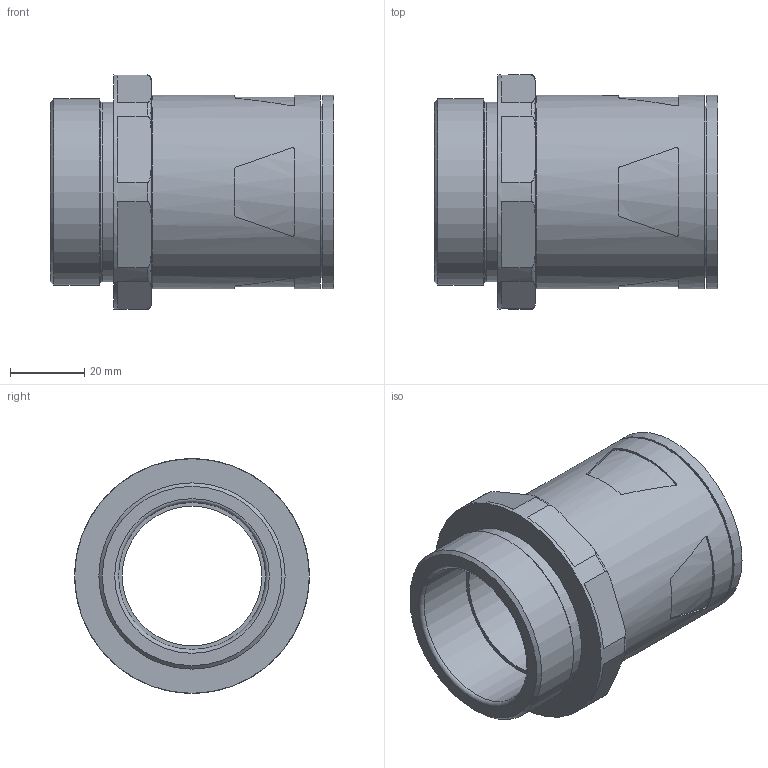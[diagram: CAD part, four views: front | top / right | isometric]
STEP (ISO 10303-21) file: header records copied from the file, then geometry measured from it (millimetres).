
FILE_DESCRIPTION( ( 'STEP AP203' ), '1' );
FILE_NAME( 'FLEXA RQGK-M 5107.042.250.stp', '2020-03-25T09:52:51', ( 'License CC BY-ND 4.0' ), ( 'CADENAS' ), ' ', 'PARTsolutions', ' ' );
FILE_SCHEMA( ( 'CONFIG_CONTROL_DESIGN' ) );
Length unit declared in the file: millimetre
Products named in the file (1): _FLEXA RQGK-M 5107.042.250
Bounding box: 76 x 63 x 63 mm (x, y, z)
Volume: 64660.3 mm3; surface area: 27472.5 mm2
Topology: 1 solids, 1 shells, 99 faces, 260 edges, 172 vertices
Faces by surface type: plane 56, cylinder 29, torus 12, cone 2
Full cylindrical faces by diameter (mm): 37.5 x1, 39.5 x1, 42.5 x1, 46 x1, 48.16 x1, 50 x1, 52 x2, 63 x1
Entity records: 3346 total; most frequent: CARTESIAN_POINT 1004, ORIENTED_EDGE 476, DIRECTION 452, EDGE_CURVE 238, AXIS2_PLACEMENT_3D 178, VERTEX_POINT 166, EDGE_LOOP 126, FACE_OUTER_BOUND 112
